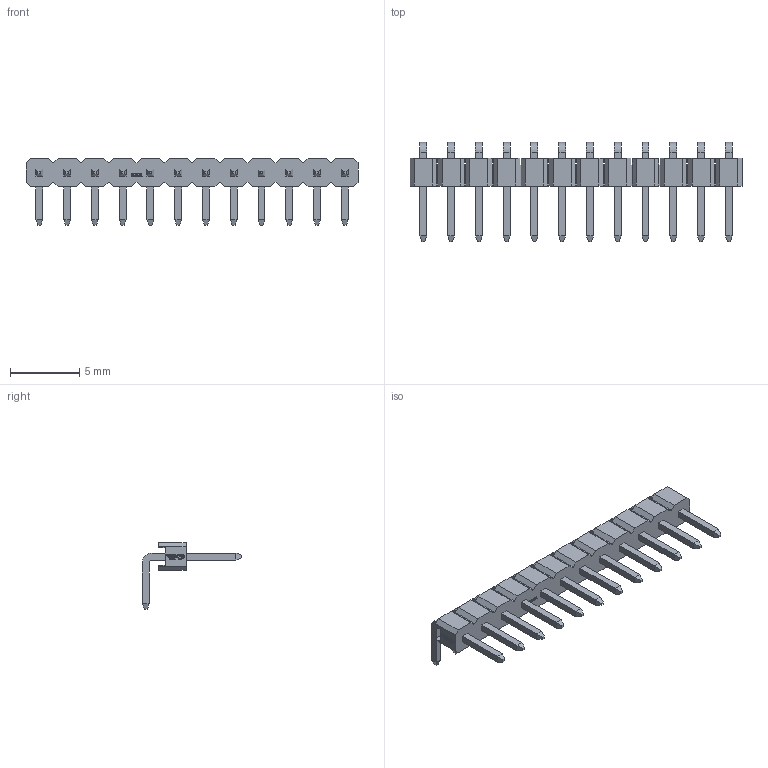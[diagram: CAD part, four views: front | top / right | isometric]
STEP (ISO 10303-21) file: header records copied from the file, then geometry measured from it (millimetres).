
FILE_DESCRIPTION (( 'STEP AP214' ), '1' );
FILE_NAME ('HDR-TH_12P-P2.00-H-M-W7.2-N.step', '2022-07-02T11:28:45', ( '' ), ( '' ), 'SwSTEP 2.0', 'SolidWorks 2020', '' );
FILE_SCHEMA (( 'AUTOMOTIVE_DESIGN' ));
Length unit declared in the file: millimetre
Products named in the file (1): HDR-TH_12P-P2.00-H-M-W7.2-N
Bounding box: 23.91 x 7.15 x 4.8 mm (x, y, z)
Volume: 100.8 mm3; surface area: 431.8 mm2
Topology: 1 solids, 1 shells, 737 faces, 1915 edges, 1230 vertices
Faces by surface type: plane 601, bspline 112, cylinder 24
Entity records: 30743 total; most frequent: CARTESIAN_POINT 5987, ORIENTED_EDGE 3830, DIRECTION 2987, EDGE_CURVE 1915, LINE 1639, VECTOR 1639, VERTEX_POINT 1230, EDGE_LOOP 787
